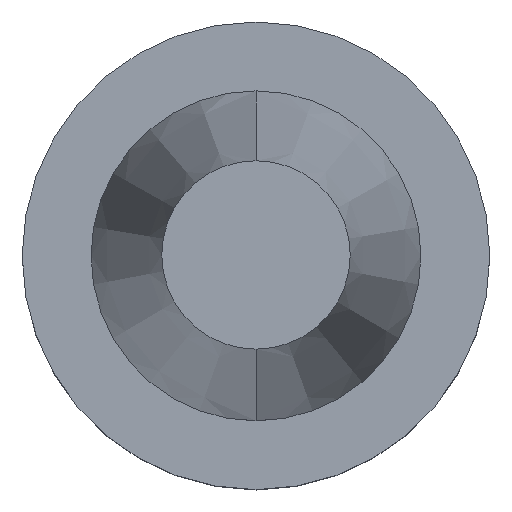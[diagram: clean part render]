
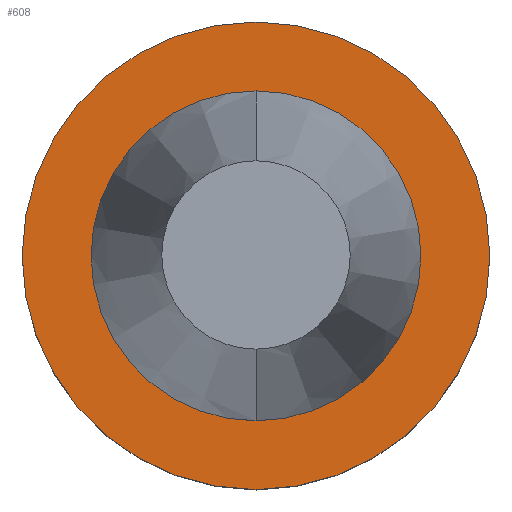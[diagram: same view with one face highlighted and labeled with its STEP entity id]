
A CAD part, top view. The second image highlights one B-rep face of the part: STEP entity #608.
In plain terms, the highlighted planar face has unit normal (0, 0, 1).
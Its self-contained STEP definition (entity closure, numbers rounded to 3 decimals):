
#19 = VERTEX_POINT ( 'NONE', #657 ) ;
#30 = DIRECTION ( 'NONE',  ( 0., -1., 0. ) ) ;
#44 = PLANE ( 'NONE',  #455 ) ;
#76 = VERTEX_POINT ( 'NONE', #204 ) ;
#79 = DIRECTION ( 'NONE',  ( 0., -1., 0. ) ) ;
#86 = CARTESIAN_POINT ( 'NONE',  ( 0., 0., -1. ) ) ;
#108 = VERTEX_POINT ( 'NONE', #190 ) ;
#116 = EDGE_CURVE ( 'NONE', #19, #108, #733, .T. ) ;
#150 = DIRECTION ( 'NONE',  ( 0., 0., 1. ) ) ;
#170 = DIRECTION ( 'NONE',  ( 0., 0., -1. ) ) ;
#173 = AXIS2_PLACEMENT_3D ( 'NONE', #664, #443, #79 ) ;
#190 = CARTESIAN_POINT ( 'NONE',  ( 0., 31.5, -1. ) ) ;
#202 = CIRCLE ( 'NONE', #679, 22.225 ) ;
#204 = CARTESIAN_POINT ( 'NONE',  ( 0., -22.225, -1. ) ) ;
#255 = EDGE_CURVE ( 'NONE', #108, #19, #599, .T. ) ;
#333 = ORIENTED_EDGE ( 'NONE', *, *, #722, .F. ) ;
#354 = CIRCLE ( 'NONE', #415, 22.225 ) ;
#358 = FACE_BOUND ( 'NONE', #576, .T. ) ;
#386 = DIRECTION ( 'NONE',  ( 0., 1., 0. ) ) ;
#393 = CARTESIAN_POINT ( 'NONE',  ( 0., 0., -1. ) ) ;
#415 = AXIS2_PLACEMENT_3D ( 'NONE', #393, #686, #30 ) ;
#436 = ORIENTED_EDGE ( 'NONE', *, *, #116, .T. ) ;
#443 = DIRECTION ( 'NONE',  ( 0., 0., 1. ) ) ;
#455 = AXIS2_PLACEMENT_3D ( 'NONE', #702, #170, #386 ) ;
#459 = ORIENTED_EDGE ( 'NONE', *, *, #255, .T. ) ;
#486 = EDGE_CURVE ( 'NONE', #757, #76, #202, .T. ) ;
#492 = DIRECTION ( 'NONE',  ( 0., 0., 1. ) ) ;
#518 = DIRECTION ( 'NONE',  ( 0., -1., 0. ) ) ;
#535 = FACE_OUTER_BOUND ( 'NONE', #682, .T. ) ;
#576 = EDGE_LOOP ( 'NONE', ( #333, #761 ) ) ;
#599 = CIRCLE ( 'NONE', #771, 31.5 ) ;
#608 = ADVANCED_FACE ( 'NONE', ( #358, #535 ), #44, .F. ) ;
#614 = CARTESIAN_POINT ( 'NONE',  ( 0., 0., -1. ) ) ;
#657 = CARTESIAN_POINT ( 'NONE',  ( 0., -31.5, -1. ) ) ;
#664 = CARTESIAN_POINT ( 'NONE',  ( 0., 0., -1. ) ) ;
#679 = AXIS2_PLACEMENT_3D ( 'NONE', #614, #492, #737 ) ;
#682 = EDGE_LOOP ( 'NONE', ( #436, #459 ) ) ;
#686 = DIRECTION ( 'NONE',  ( 0., 0., 1. ) ) ;
#702 = CARTESIAN_POINT ( 'NONE',  ( 0., 31.5, -1. ) ) ;
#716 = CARTESIAN_POINT ( 'NONE',  ( 0., 22.225, -1. ) ) ;
#722 = EDGE_CURVE ( 'NONE', #76, #757, #354, .T. ) ;
#733 = CIRCLE ( 'NONE', #173, 31.5 ) ;
#737 = DIRECTION ( 'NONE',  ( 0., -1., 0. ) ) ;
#757 = VERTEX_POINT ( 'NONE', #716 ) ;
#761 = ORIENTED_EDGE ( 'NONE', *, *, #486, .F. ) ;
#771 = AXIS2_PLACEMENT_3D ( 'NONE', #86, #150, #518 ) ;
